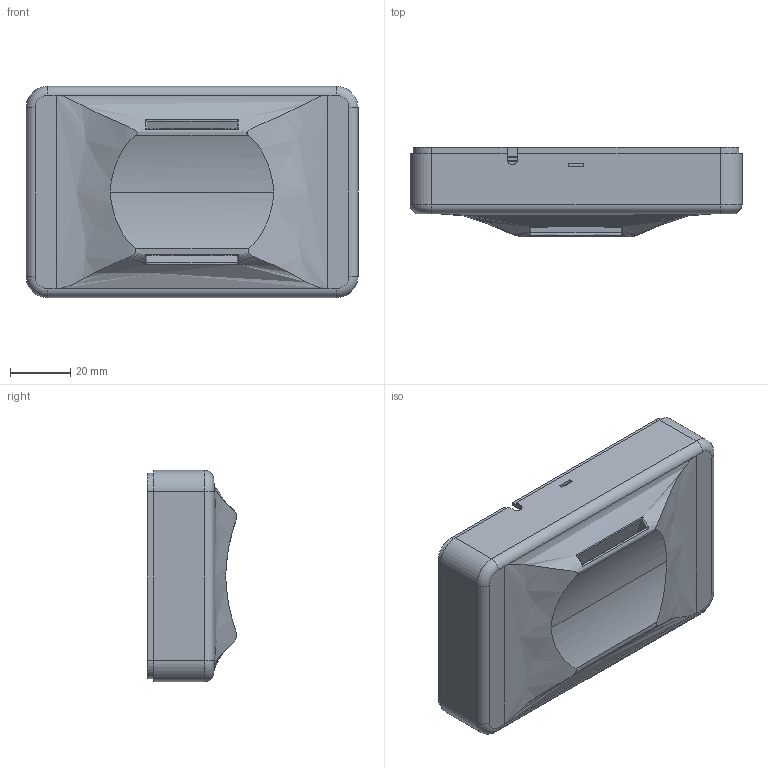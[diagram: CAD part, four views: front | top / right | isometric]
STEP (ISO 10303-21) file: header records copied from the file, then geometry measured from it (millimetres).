
FILE_DESCRIPTION(/* description */ (''),/* implementation_level */ '2;1');
FILE_NAME(/* name */ 'CtrlCase_bottom.stp',/* time_stamp */ '2016-10-25T08:42:46+02:00',/* author */ ('Andy'),/* organization */ (''),/* preprocessor_version */ 'ST-DEVELOPER v16.1',/* originating_system */ 'Autodesk Inventor 2016',/* authorisation */ '');
FILE_SCHEMA (('AUTOMOTIVE_DESIGN { 1 0 10303 214 3 1 1 }'));
Length unit declared in the file: millimetre
Products named in the file (1): CtrlCase1
Bounding box: 110 x 29.63 x 70 mm (x, y, z)
Volume: 43643.8 mm3; surface area: 34965.2 mm2
Topology: 1 solids, 1 shells, 279 faces, 732 edges, 457 vertices
Faces by surface type: plane 123, cylinder 92, torus 29, bspline 27, sphere 8
Full cylindrical faces by diameter (mm): 2.75 x4, 5 x4
Entity records: 9564 total; most frequent: CARTESIAN_POINT 2874, ORIENTED_EDGE 1400, DIRECTION 1357, EDGE_CURVE 700, AXIS2_PLACEMENT_3D 497, VERTEX_POINT 453, LINE 363, VECTOR 363
